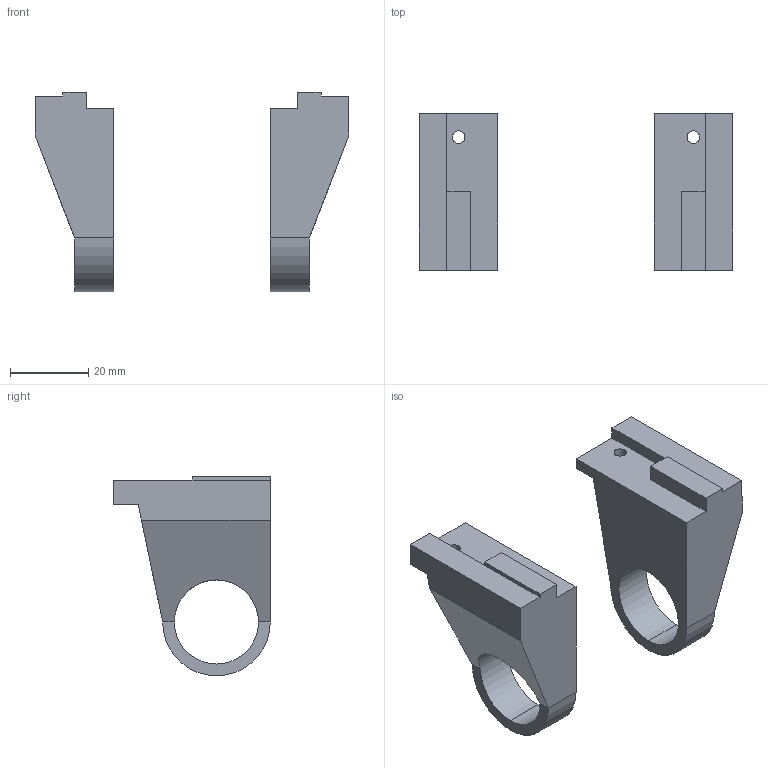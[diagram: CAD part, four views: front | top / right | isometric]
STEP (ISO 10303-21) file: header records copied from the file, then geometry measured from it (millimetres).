
FILE_DESCRIPTION (( 'STEP AP214' ), '1' );
FILE_NAME ('flisher_2020-reprack_mount.STEP', '2022-06-16T00:08:15', ( '' ), ( '' ), 'SwSTEP 2.0', 'SolidWorks 2022', '' );
FILE_SCHEMA (( 'AUTOMOTIVE_DESIGN' ));
Length unit declared in the file: millimetre
Products named in the file (1): flisher_2020-reprack_mount
Bounding box: 80 x 40 x 51 mm (x, y, z)
Volume: 34540.8 mm3; surface area: 11251.9 mm2
Topology: 2 solids, 2 shells, 44 faces, 120 edges, 78 vertices
Faces by surface type: plane 30, cylinder 14
Entity records: 1441 total; most frequent: CARTESIAN_POINT 261, ORIENTED_EDGE 240, DIRECTION 230, EDGE_CURVE 120, VECTOR 88, LINE 88, VERTEX_POINT 78, AXIS2_PLACEMENT_3D 71
